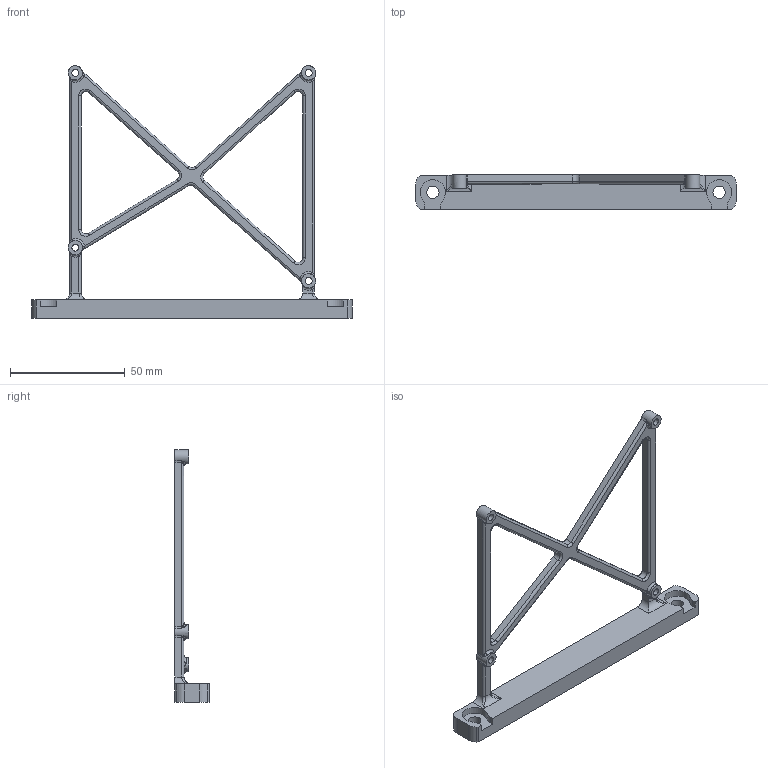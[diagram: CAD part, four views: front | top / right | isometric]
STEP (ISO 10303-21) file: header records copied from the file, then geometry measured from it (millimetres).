
FILE_DESCRIPTION(/* description */ (''),/* implementation_level */ '2;1');
FILE_NAME(/* name */ 'skr 3 ez v1.step',/* time_stamp */ '2022-07-17T17:04:01+03:00',/* author */ (''),/* organization */ (''),/* preprocessor_version */ 'ST-DEVELOPER v19',/* originating_system */ 'Autodesk Translation Framework v11.7.0.108',/* authorisation */ '');
FILE_SCHEMA (('AUTOMOTIVE_DESIGN { 1 0 10303 214 3 1 1 }'));
Length unit declared in the file: millimetre
Products named in the file (1): skr 3 ez
Bounding box: 140 x 15 x 110.19 mm (x, y, z)
Volume: 24883.6 mm3; surface area: 14716.1 mm2
Topology: 1 solids, 1 shells, 169 faces, 437 edges, 257 vertices
Faces by surface type: cylinder 71, plane 39, bspline 35, torus 24
Full cylindrical faces by diameter (mm): 3 x4, 5.4 x2, 6.2 x4
Entity records: 5942 total; most frequent: CARTESIAN_POINT 1931, ORIENTED_EDGE 850, DIRECTION 814, EDGE_CURVE 425, AXIS2_PLACEMENT_3D 321, VERTEX_POINT 257, EDGE_LOOP 186, CIRCLE 179
